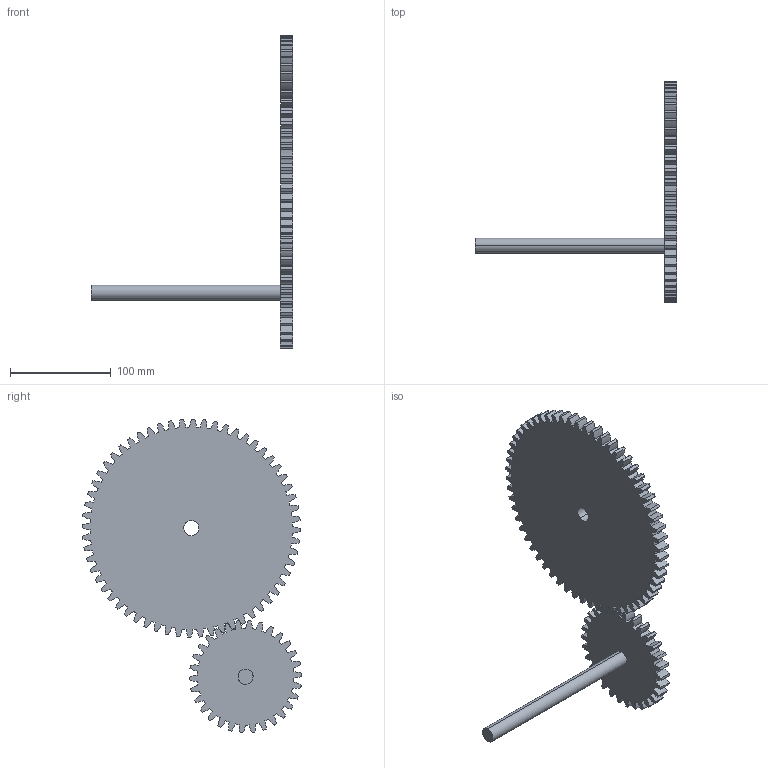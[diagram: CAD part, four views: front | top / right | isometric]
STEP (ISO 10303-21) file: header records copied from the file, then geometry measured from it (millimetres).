
FILE_DESCRIPTION (( 'STEP AP214' ), '1' );
FILE_NAME ('Gear Mate.STEP', '2023-06-01T10:51:36', ( '' ), ( '' ), 'SwSTEP 2.0', 'SolidWorks 2020', '' );
FILE_SCHEMA (( 'AUTOMOTIVE_DESIGN' ));
Length unit declared in the file: millimetre
Products named in the file (4): Shaft; spur gear_am_Metric - Spur gear 3.5M 60T 14.5PA 12FW ---S60N75H50L15N; Gear Mate; spur gear_am_Metric - Spur gear 3.5M 30T 14.5PA 12FW ---S30N75H50L15N
Assembly tree (3 placements, depth 2):
  Gear Mate
    spur gear_am_Metric - Spur gear 3.5M 60T 14.5PA 12FW ---S60N75H50L15N
    spur gear_am_Metric - Spur gear 3.5M 30T 14.5PA 12FW ---S30N75H50L15N
    Shaft
Bounding box: 200.06 x 218.47 x 312.05 mm (x, y, z)
Volume: 543711.4 mm3; surface area: 120395.1 mm2
Topology: 3 solids, 3 shells, 382 faces, 1128 edges, 752 vertices
Faces by surface type: cylinder 376, plane 6
Entity records: 13386 total; most frequent: DIRECTION 2656, CARTESIAN_POINT 2268, ORIENTED_EDGE 2256, AXIS2_PLACEMENT_3D 1140, EDGE_CURVE 1128, CIRCLE 752, VERTEX_POINT 752, EDGE_LOOP 386
